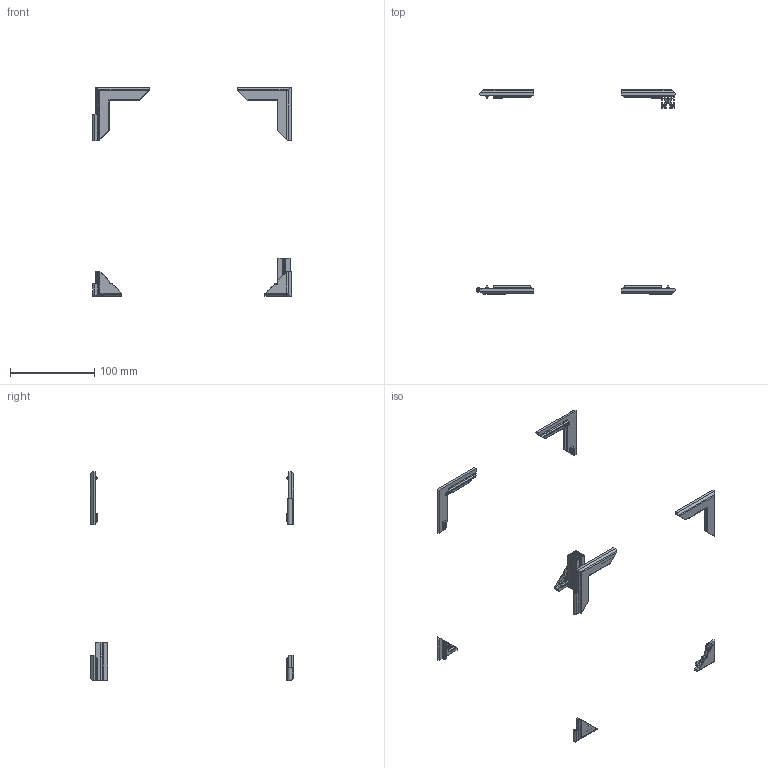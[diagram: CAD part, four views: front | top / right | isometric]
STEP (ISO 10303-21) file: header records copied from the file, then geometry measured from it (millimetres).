
FILE_DESCRIPTION(/* description */ (''),/* implementation_level */ '2;1');
FILE_NAME(/* name */ 'ZeroPanels_2022_01_23.step',/* time_stamp */ '2022-01-23T18:47:58-08:00',/* author */ (''),/* organization */ (''),/* preprocessor_version */ 'ST-DEVELOPER v18.1',/* originating_system */ 'Autodesk Translation Framework v10.13.0.1454',/* authorisation */ '');
FILE_SCHEMA (('AUTOMOTIVE_DESIGN { 1 0 10303 214 3 1 1 }'));
Length unit declared in the file: millimetre
Products named in the file (2): ZeroPanels; 1515_45mm
Assembly tree (1 placements, depth 2):
  ZeroPanels
    1515_45mm
Bounding box: 236.5 x 242.1 x 248 mm (x, y, z)
Volume: 43560.1 mm3; surface area: 48837.9 mm2
Topology: 9 solids, 9 shells, 1079 faces, 3037 edges, 2006 vertices
Faces by surface type: plane 750, bspline 176, cylinder 151, cone 2
Full cylindrical faces by diameter (mm): 2.55 x6, 2.6 x2, 3 x1
Entity records: 36250 total; most frequent: CARTESIAN_POINT 9259, ORIENTED_EDGE 6074, DIRECTION 4764, EDGE_CURVE 3037, LINE 2394, VECTOR 2394, VERTEX_POINT 2006, AXIS2_PLACEMENT_3D 1185
